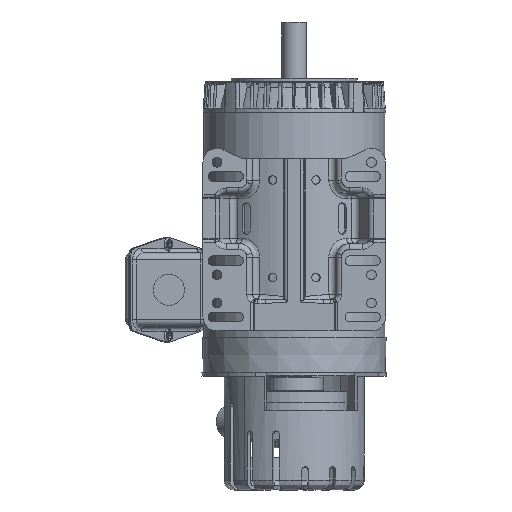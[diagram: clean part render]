
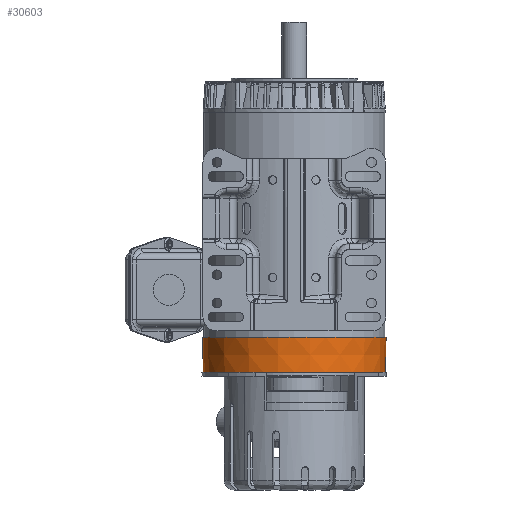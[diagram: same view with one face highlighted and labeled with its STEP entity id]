
A CAD part, front view. The second image highlights one B-rep face of the part: STEP entity #30603.
In plain terms, the highlighted conical face has half-angle 1.465 degrees and reference radius 83.004 mm.
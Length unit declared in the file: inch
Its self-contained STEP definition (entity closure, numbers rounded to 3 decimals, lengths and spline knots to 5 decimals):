
#2392 = VECTOR ( 'NONE', #53963, 39.37008 ) ;
#5532 = DIRECTION ( 'NONE',  ( 1., 0., 0. ) ) ;
#7985 = ORIENTED_EDGE ( 'NONE', *, *, #122440, .T. ) ;
#17303 = DIRECTION ( 'NONE',  ( 1., 0., 0. ) ) ;
#18181 = CARTESIAN_POINT ( 'NONE',  ( 3.2359, 0., -5.25 ) ) ;
#22919 = CIRCLE ( 'NONE', #32435, 3.2359 ) ;
#28868 = LINE ( 'NONE', #119039, #2392 ) ;
#30603 = ADVANCED_FACE ( 'NONE', ( #107437 ), #97029, .T. ) ;
#32435 = AXIS2_PLACEMENT_3D ( 'NONE', #82371, #127461, #137854 ) ;
#33379 = VERTEX_POINT ( 'NONE', #137391 ) ;
#39566 = DIRECTION ( 'NONE',  ( 0., 0., -1. ) ) ;
#43417 = EDGE_LOOP ( 'NONE', ( #104856, #94767, #142149, #7985 ) ) ;
#53963 = DIRECTION ( 'NONE',  ( -0.026, 0., 1. ) ) ;
#59842 = VECTOR ( 'NONE', #104949, 39.37008 ) ;
#59948 = LINE ( 'NONE', #118216, #59842 ) ;
#60997 = VERTEX_POINT ( 'NONE', #88366 ) ;
#66262 = EDGE_CURVE ( 'NONE', #72928, #101727, #22919, .T. ) ;
#72928 = VERTEX_POINT ( 'NONE', #18181 ) ;
#82371 = CARTESIAN_POINT ( 'NONE',  ( 0., 0., -5.25 ) ) ;
#86433 = EDGE_CURVE ( 'NONE', #101727, #60997, #28868, .T. ) ;
#87656 = AXIS2_PLACEMENT_3D ( 'NONE', #120753, #129672, #17303 ) ;
#88366 = CARTESIAN_POINT ( 'NONE',  ( -3.26786, 0., -4. ) ) ;
#94767 = ORIENTED_EDGE ( 'NONE', *, *, #66262, .F. ) ;
#97029 = CONICAL_SURFACE ( 'NONE', #87656, 3.26786, 0.026 ) ;
#97881 = CARTESIAN_POINT ( 'NONE',  ( 0., 0., -4. ) ) ;
#99310 = CIRCLE ( 'NONE', #130065, 3.26786 ) ;
#101727 = VERTEX_POINT ( 'NONE', #127110 ) ;
#104856 = ORIENTED_EDGE ( 'NONE', *, *, #86433, .F. ) ;
#104949 = DIRECTION ( 'NONE',  ( 0.026, 0., 1. ) ) ;
#107437 = FACE_OUTER_BOUND ( 'NONE', #43417, .T. ) ;
#118216 = CARTESIAN_POINT ( 'NONE',  ( 3.26786, 0., -4. ) ) ;
#119039 = CARTESIAN_POINT ( 'NONE',  ( -3.26786, 0., -4. ) ) ;
#120753 = CARTESIAN_POINT ( 'NONE',  ( 0., 0., -4. ) ) ;
#122440 = EDGE_CURVE ( 'NONE', #33379, #60997, #99310, .T. ) ;
#127110 = CARTESIAN_POINT ( 'NONE',  ( -3.2359, 0., -5.25 ) ) ;
#127461 = DIRECTION ( 'NONE',  ( 0., 0., -1. ) ) ;
#128671 = EDGE_CURVE ( 'NONE', #72928, #33379, #59948, .T. ) ;
#129672 = DIRECTION ( 'NONE',  ( 0., 0., 1. ) ) ;
#130065 = AXIS2_PLACEMENT_3D ( 'NONE', #97881, #39566, #5532 ) ;
#137391 = CARTESIAN_POINT ( 'NONE',  ( 3.26786, 0., -4. ) ) ;
#137854 = DIRECTION ( 'NONE',  ( 1., 0., 0. ) ) ;
#142149 = ORIENTED_EDGE ( 'NONE', *, *, #128671, .T. ) ;
